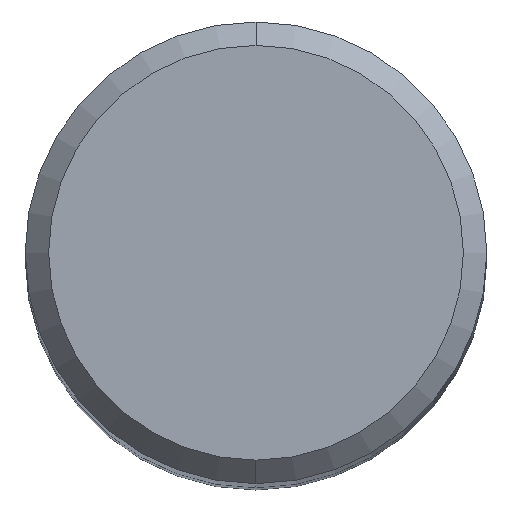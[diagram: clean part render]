
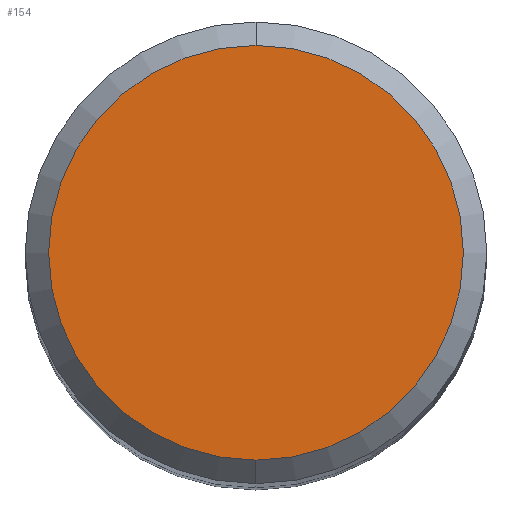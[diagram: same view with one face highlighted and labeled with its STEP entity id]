
A CAD part, top view. The second image highlights one B-rep face of the part: STEP entity #154.
In plain terms, the highlighted planar face has unit normal (0, 0, 1).
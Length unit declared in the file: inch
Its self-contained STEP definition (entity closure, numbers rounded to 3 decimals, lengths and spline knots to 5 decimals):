
#8 = DIRECTION ( 'NONE',  ( 0., 0., 1. ) ) ;
#61 = DIRECTION ( 'NONE',  ( 0., 1., 0. ) ) ;
#69 = DIRECTION ( 'NONE',  ( 0., 0., -1. ) ) ;
#100 = CARTESIAN_POINT ( 'NONE',  ( 0., -0.17685, 0. ) ) ;
#127 = AXIS2_PLACEMENT_3D ( 'NONE', #244, #8, #336 ) ;
#135 = AXIS2_PLACEMENT_3D ( 'NONE', #191, #69, #61 ) ;
#150 = AXIS2_PLACEMENT_3D ( 'NONE', #344, #254, #383 ) ;
#152 = EDGE_CURVE ( 'NONE', #312, #278, #316, .T. ) ;
#154 = ADVANCED_FACE ( 'NONE', ( #308 ), #351, .F. ) ;
#167 = EDGE_CURVE ( 'NONE', #278, #312, #376, .T. ) ;
#191 = CARTESIAN_POINT ( 'NONE',  ( 0., 0.17685, 0. ) ) ;
#204 = ORIENTED_EDGE ( 'NONE', *, *, #167, .T. ) ;
#244 = CARTESIAN_POINT ( 'NONE',  ( 0., 0., 0. ) ) ;
#254 = DIRECTION ( 'NONE',  ( 0., 0., 1. ) ) ;
#260 = CARTESIAN_POINT ( 'NONE',  ( 0., 0.17685, 0. ) ) ;
#278 = VERTEX_POINT ( 'NONE', #100 ) ;
#308 = FACE_OUTER_BOUND ( 'NONE', #398, .T. ) ;
#312 = VERTEX_POINT ( 'NONE', #260 ) ;
#316 = CIRCLE ( 'NONE', #127, 0.17685 ) ;
#336 = DIRECTION ( 'NONE',  ( 0., -1., 0. ) ) ;
#344 = CARTESIAN_POINT ( 'NONE',  ( 0., 0., 0. ) ) ;
#351 = PLANE ( 'NONE',  #135 ) ;
#367 = ORIENTED_EDGE ( 'NONE', *, *, #152, .T. ) ;
#376 = CIRCLE ( 'NONE', #150, 0.17685 ) ;
#383 = DIRECTION ( 'NONE',  ( 0., -1., 0. ) ) ;
#398 = EDGE_LOOP ( 'NONE', ( #367, #204 ) ) ;
